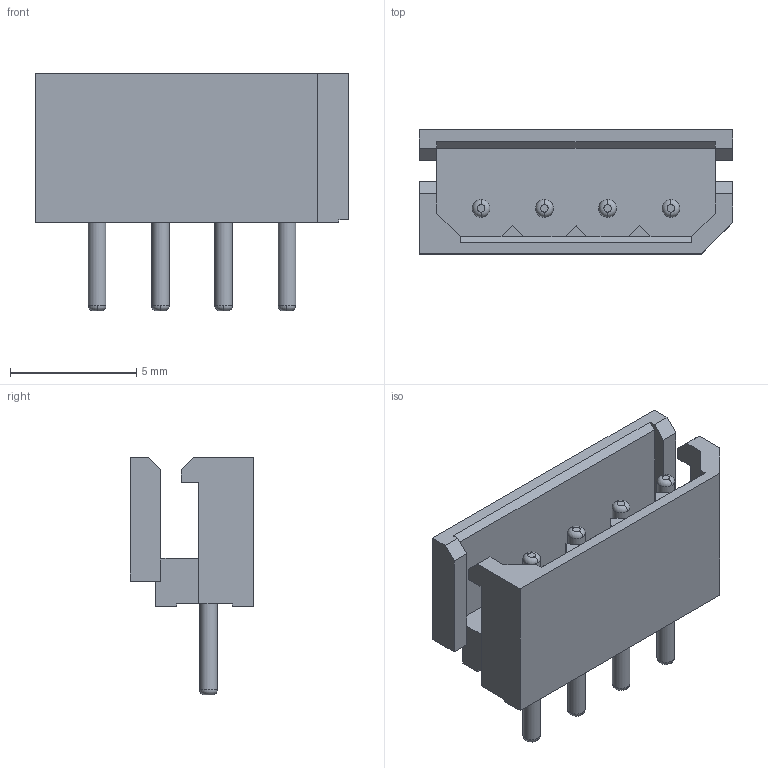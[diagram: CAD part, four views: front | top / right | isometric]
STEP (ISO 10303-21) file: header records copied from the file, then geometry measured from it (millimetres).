
FILE_DESCRIPTION(/* description */ ('STEP AP214'),/* implementation_level */ '2;1');
FILE_NAME(/* name */ '60f5e6f71c50256bf850ab31',/* time_stamp */ '2021-07-19T20:56:24+00:00',/* author */ (''),/* organization */ (''),/* preprocessor_version */ 'ST-DEVELOPER v18.1',/* originating_system */ ' ',/* authorisation */ ' ');
FILE_SCHEMA (('AUTOMOTIVE_DESIGN {1 0 10303 214 3 1 1}'));
Length unit declared in the file: metre
Products named in the file (5): BASE; PIN 1; PIN 4; PIN 3; PIN 2
Bounding box: 12.4 x 4.9 x 9.4 mm (x, y, z)
Volume: 188.6 mm3; surface area: 513.7 mm2
Topology: 5 solids, 5 shells, 87 faces, 215 edges, 138 vertices
Faces by surface type: plane 63, torus 16, cylinder 8
Full cylindrical faces by diameter (mm): 0.7 x8
Entity records: 2628 total; most frequent: DIRECTION 443, CARTESIAN_POINT 429, ORIENTED_EDGE 406, EDGE_CURVE 203, AXIS2_PLACEMENT_3D 148, LINE 147, VECTOR 147, VERTEX_POINT 134
